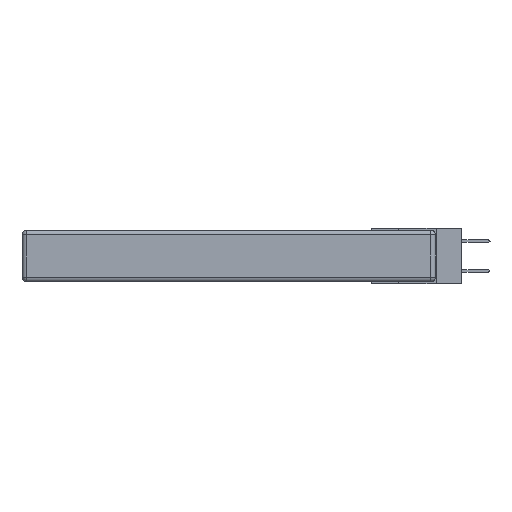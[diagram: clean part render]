
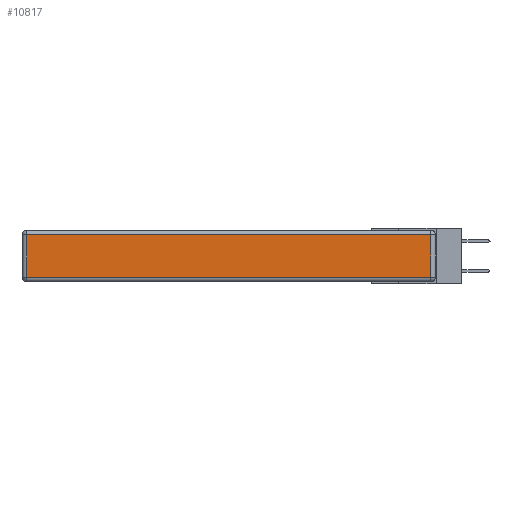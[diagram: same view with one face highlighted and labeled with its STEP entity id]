
A CAD part, left-side view. The second image highlights one B-rep face of the part: STEP entity #10817.
In plain terms, the highlighted planar face has unit normal (-1, 0, 0).
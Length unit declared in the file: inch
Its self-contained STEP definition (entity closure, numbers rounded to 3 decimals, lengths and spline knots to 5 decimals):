
#1857 = LINE ( 'NONE', #11507, #21296 ) ;
#2014 = FACE_OUTER_BOUND ( 'NONE', #10744, .T. ) ;
#2173 = VERTEX_POINT ( 'NONE', #6043 ) ;
#2578 = EDGE_CURVE ( 'NONE', #2173, #13323, #13983, .T. ) ;
#3584 = ORIENTED_EDGE ( 'NONE', *, *, #2578, .T. ) ;
#4155 = LINE ( 'NONE', #8037, #8501 ) ;
#4353 = VERTEX_POINT ( 'NONE', #6263 ) ;
#4877 = VECTOR ( 'NONE', #8894, 39.37008 ) ;
#5016 = EDGE_CURVE ( 'NONE', #7024, #4353, #1857, .T. ) ;
#5527 = ORIENTED_EDGE ( 'NONE', *, *, #20773, .T. ) ;
#6043 = CARTESIAN_POINT ( 'NONE',  ( 0., 2.72, -0.03 ) ) ;
#6263 = CARTESIAN_POINT ( 'NONE',  ( 0., 0.03, -0.03 ) ) ;
#6327 = CARTESIAN_POINT ( 'NONE',  ( 0., 0., -0.343 ) ) ;
#6675 = CARTESIAN_POINT ( 'NONE',  ( 0., 0.03, -0.313 ) ) ;
#7024 = VERTEX_POINT ( 'NONE', #6675 ) ;
#8037 = CARTESIAN_POINT ( 'NONE',  ( 0., 0., -0.313 ) ) ;
#8359 = PLANE ( 'NONE',  #10623 ) ;
#8501 = VECTOR ( 'NONE', #14853, 39.37008 ) ;
#8894 = DIRECTION ( 'NONE',  ( 0., 1., 0. ) ) ;
#9998 = DIRECTION ( 'NONE',  ( -1., 0., 0. ) ) ;
#10069 = LINE ( 'NONE', #19443, #4877 ) ;
#10623 = AXIS2_PLACEMENT_3D ( 'NONE', #6327, #9998, #13373 ) ;
#10744 = EDGE_LOOP ( 'NONE', ( #5527, #22364, #12146, #3584 ) ) ;
#10817 = ADVANCED_FACE ( 'NONE', ( #2014 ), #8359, .T. ) ;
#11507 = CARTESIAN_POINT ( 'NONE',  ( 0., 0.03, -0.343 ) ) ;
#12146 = ORIENTED_EDGE ( 'NONE', *, *, #16711, .T. ) ;
#12524 = CARTESIAN_POINT ( 'NONE',  ( 0., 2.72, -0.313 ) ) ;
#13323 = VERTEX_POINT ( 'NONE', #12524 ) ;
#13373 = DIRECTION ( 'NONE',  ( 0., 0., 1. ) ) ;
#13525 = CARTESIAN_POINT ( 'NONE',  ( 0., 2.72, -0.343 ) ) ;
#13699 = VECTOR ( 'NONE', #17381, 39.37008 ) ;
#13983 = LINE ( 'NONE', #13525, #13699 ) ;
#14853 = DIRECTION ( 'NONE',  ( 0., -1., 0. ) ) ;
#16711 = EDGE_CURVE ( 'NONE', #4353, #2173, #10069, .T. ) ;
#17381 = DIRECTION ( 'NONE',  ( 0., 0., -1. ) ) ;
#19443 = CARTESIAN_POINT ( 'NONE',  ( 0., 2.75, -0.03 ) ) ;
#20773 = EDGE_CURVE ( 'NONE', #13323, #7024, #4155, .T. ) ;
#21296 = VECTOR ( 'NONE', #22100, 39.37008 ) ;
#22100 = DIRECTION ( 'NONE',  ( 0., 0., 1. ) ) ;
#22364 = ORIENTED_EDGE ( 'NONE', *, *, #5016, .T. ) ;
